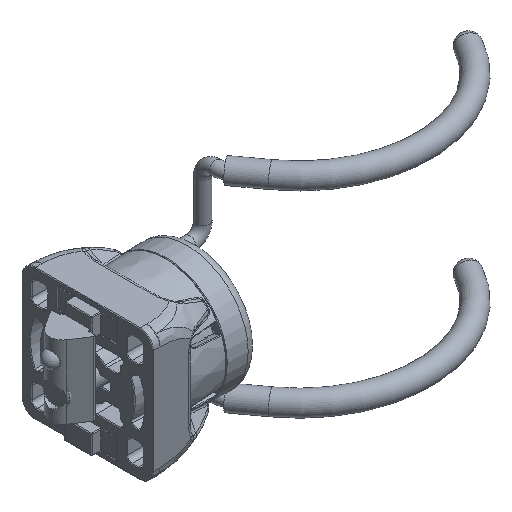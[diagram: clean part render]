
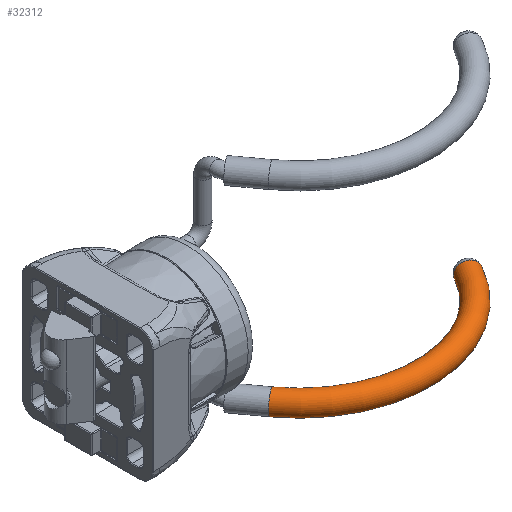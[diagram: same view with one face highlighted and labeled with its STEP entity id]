
A CAD part, isometric view. The second image highlights one B-rep face of the part: STEP entity #32312.
In plain terms, the highlighted toroidal (fillet/blend) face has major radius 38 mm and minor radius 3.25 mm.
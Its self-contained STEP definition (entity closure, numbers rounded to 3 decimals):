
#6495=FACE_OUTER_BOUND('',#8652,.T.);
#8652=EDGE_LOOP('',(#29792,#29793,#29794,#29795,#29796,#29797,#29798));
#10721=CIRCLE('',#36254,3.25);
#10722=CIRCLE('',#36255,34.75);
#10723=CIRCLE('',#36256,3.25);
#10724=CIRCLE('',#36257,3.25);
#10725=CIRCLE('',#36258,3.25);
#10726=CIRCLE('',#36259,3.25);
#15189=VERTEX_POINT('',#104162);
#15190=VERTEX_POINT('',#104163);
#15191=VERTEX_POINT('',#104165);
#15192=VERTEX_POINT('',#104167);
#15193=VERTEX_POINT('',#104170);
#20077=EDGE_CURVE('',#15189,#15190,#10721,.T.);
#20078=EDGE_CURVE('',#15190,#15191,#10722,.T.);
#20079=EDGE_CURVE('',#15192,#15191,#10723,.T.);
#20080=EDGE_CURVE('',#15191,#15192,#10724,.T.);
#20081=EDGE_CURVE('',#15190,#15193,#10725,.T.);
#20082=EDGE_CURVE('',#15193,#15189,#10726,.T.);
#29792=ORIENTED_EDGE('',*,*,#20077,.T.);
#29793=ORIENTED_EDGE('',*,*,#20078,.T.);
#29794=ORIENTED_EDGE('',*,*,#20079,.F.);
#29795=ORIENTED_EDGE('',*,*,#20080,.F.);
#29796=ORIENTED_EDGE('',*,*,#20078,.F.);
#29797=ORIENTED_EDGE('',*,*,#20081,.T.);
#29798=ORIENTED_EDGE('',*,*,#20082,.T.);
#30209=TOROIDAL_SURFACE('',#36253,38.,3.25);
#32312=ADVANCED_FACE('',(#6495),#30209,.T.);
#36253=AXIS2_PLACEMENT_3D('',#104161,#44926,#44927);
#36254=AXIS2_PLACEMENT_3D('',#104164,#44928,#44929);
#36255=AXIS2_PLACEMENT_3D('',#104166,#44930,#44931);
#36256=AXIS2_PLACEMENT_3D('',#104168,#44932,#44933);
#36257=AXIS2_PLACEMENT_3D('',#104169,#44934,#44935);
#36258=AXIS2_PLACEMENT_3D('',#104171,#44936,#44937);
#36259=AXIS2_PLACEMENT_3D('',#104172,#44938,#44939);
#44926=DIRECTION('center_axis',(-1.,0.,0.));
#44927=DIRECTION('ref_axis',(0.,0.,-1.));
#44928=DIRECTION('center_axis',(0.,0.477,
-0.879));
#44929=DIRECTION('ref_axis',(0.,-0.879,-0.477));
#44930=DIRECTION('center_axis',(1.,0.,0.));
#44931=DIRECTION('ref_axis',(0.,0.,-1.));
#44932=DIRECTION('center_axis',(0.,0.586,
0.811));
#44933=DIRECTION('ref_axis',(0.,0.811,-0.586));
#44934=DIRECTION('center_axis',(0.,0.586,
0.811));
#44935=DIRECTION('ref_axis',(0.,0.811,-0.586));
#44936=DIRECTION('center_axis',(0.,0.477,
-0.879));
#44937=DIRECTION('ref_axis',(0.,-0.879,-0.477));
#44938=DIRECTION('center_axis',(0.,0.477,
-0.879));
#44939=DIRECTION('ref_axis',(0.,-0.879,-0.477));
#104161=CARTESIAN_POINT('Origin',(40.,-63.,-7.));
#104162=CARTESIAN_POINT('',(36.753,-96.271,-25.065));
#104163=CARTESIAN_POINT('',(40.,-93.539,-23.581));
#104164=CARTESIAN_POINT('Origin',(40.,-96.395,-25.132));
#104165=CARTESIAN_POINT('',(40.,-34.833,-27.352));
#104166=CARTESIAN_POINT('Origin',(40.,-63.,-7.));
#104167=CARTESIAN_POINT('',(40.,-29.565,-31.159));
#104168=CARTESIAN_POINT('Origin',(40.,-32.199,-29.255));
#104169=CARTESIAN_POINT('Origin',(40.,-32.199,-29.255));
#104170=CARTESIAN_POINT('',(43.214,-96.817,-25.361));
#104171=CARTESIAN_POINT('Origin',(40.,-96.395,-25.132));
#104172=CARTESIAN_POINT('Origin',(40.,-96.395,-25.132));
